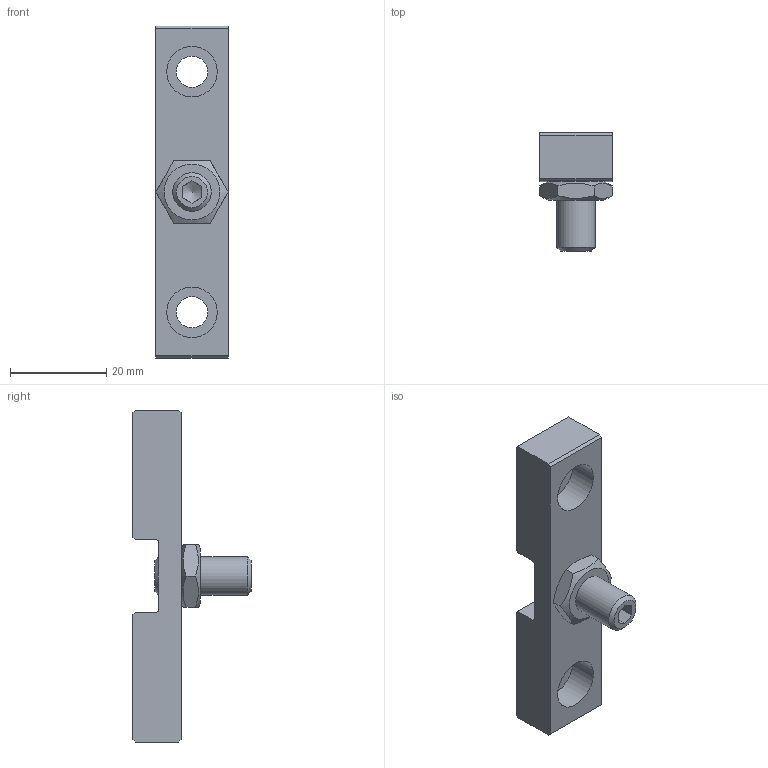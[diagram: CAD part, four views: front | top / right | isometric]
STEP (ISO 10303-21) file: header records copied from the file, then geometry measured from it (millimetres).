
FILE_DESCRIPTION(/* description */ (''),/* implementation_level */ '2;1');
FILE_NAME(/* name */ 'Z-PGC 63.stp',/* time_stamp */ '2019-11-05T16:21:09+01:00',/* author */ ('Emilio'),/* organization */ (''),/* preprocessor_version */ 'ST-DEVELOPER v17',/* originating_system */ 'Autodesk Inventor 2019',/* authorisation */ '');
FILE_SCHEMA (('AUTOMOTIVE_DESIGN { 1 0 10303 214 3 1 1 }'));
Length unit declared in the file: millimetre
Products named in the file (4): PGC 63; PGC-63-TASSELLO; ISO 4035 - M8DIN EN Classe 8.8; DIN 913 - M8 x 20 Acciaio, Dolce
Assembly tree (3 placements, depth 2):
  PGC 63
    PGC-63-TASSELLO
    ISO 4035 - M8DIN EN Classe 8.8
    DIN 913 - M8 x 20 Acciaio, Dolce
Bounding box: 15.01 x 24.53 x 69 mm (x, y, z)
Volume: 9008.4 mm3; surface area: 5258.2 mm2
Topology: 3 solids, 3 shells, 50 faces, 129 edges, 87 vertices
Faces by surface type: plane 34, cylinder 9, cone 7
Full cylindrical faces by diameter (mm): 6.5 x2, 6.647 x2, 8 x1, 10.5 x2
Entity records: 1686 total; most frequent: CARTESIAN_POINT 308, DIRECTION 258, ORIENTED_EDGE 256, EDGE_CURVE 128, AXIS2_PLACEMENT_3D 91, VERTEX_POINT 87, LINE 76, VECTOR 76
